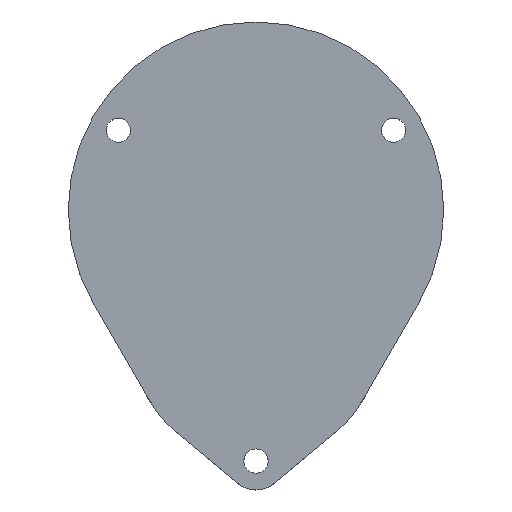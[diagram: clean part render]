
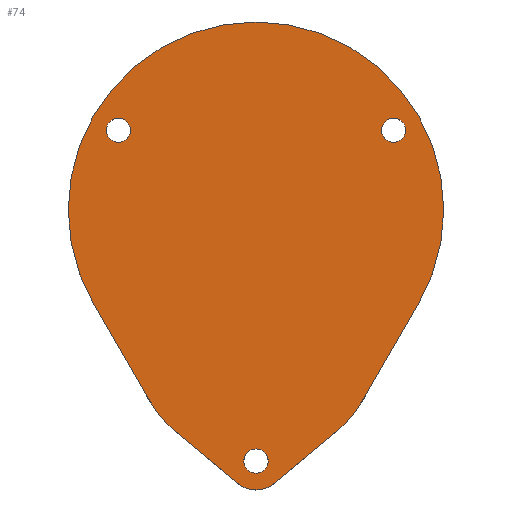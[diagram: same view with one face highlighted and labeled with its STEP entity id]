
A CAD part, top view. The second image highlights one B-rep face of the part: STEP entity #74.
In plain terms, the highlighted planar face has unit normal (0, 0, 1).
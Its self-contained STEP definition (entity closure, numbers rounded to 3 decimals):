
#2 = DIRECTION ( 'NONE',  ( 1., 0., 0. ) ) ;
#8 = AXIS2_PLACEMENT_3D ( 'NONE', #263, #1029, #1128 ) ;
#36 = CARTESIAN_POINT ( 'NONE',  ( -3.206, -47.337, 7. ) ) ;
#46 = ORIENTED_EDGE ( 'NONE', *, *, #201, .T. ) ;
#50 = ORIENTED_EDGE ( 'NONE', *, *, #291, .T. ) ;
#59 = DIRECTION ( 'NONE',  ( 1., 0., 0. ) ) ;
#68 = AXIS2_PLACEMENT_3D ( 'NONE', #100, #864, #1112 ) ;
#69 = CIRCLE ( 'NONE', #772, 32.5 ) ;
#73 = DIRECTION ( 'NONE',  ( 0., 0., 1. ) ) ;
#74 = ADVANCED_FACE ( 'NONE', ( #686, #301, #692, #208 ), #673, .T. ) ;
#75 = CARTESIAN_POINT ( 'NONE',  ( -21.716, 13.75, 7. ) ) ;
#81 = DIRECTION ( 'NONE',  ( 1., 0., 0. ) ) ;
#86 = ORIENTED_EDGE ( 'NONE', *, *, #369, .T. ) ;
#100 = CARTESIAN_POINT ( 'NONE',  ( 0., -43.5, 7. ) ) ;
#105 = ORIENTED_EDGE ( 'NONE', *, *, #162, .F. ) ;
#129 = DIRECTION ( 'NONE',  ( 1., 0., 0. ) ) ;
#136 = DIRECTION ( 'NONE',  ( 0., 0., 1. ) ) ;
#148 = CARTESIAN_POINT ( 'NONE',  ( 0., 0., 7. ) ) ;
#160 = VERTEX_POINT ( 'NONE', #439 ) ;
#162 = EDGE_CURVE ( 'NONE', #249, #278, #769, .T. ) ;
#166 = CARTESIAN_POINT ( 'NONE',  ( -28.146, -16.25, 7. ) ) ;
#181 = EDGE_CURVE ( 'NONE', #1140, #532, #548, .T. ) ;
#191 = CARTESIAN_POINT ( 'NONE',  ( 23.816, 13.75, 7. ) ) ;
#201 = EDGE_CURVE ( 'NONE', #527, #223, #1181, .T. ) ;
#202 = DIRECTION ( 'NONE',  ( 0., 0., 1. ) ) ;
#208 = FACE_BOUND ( 'NONE', #631, .T. ) ;
#220 = DIRECTION ( 'NONE',  ( 0., 0., 1. ) ) ;
#223 = VERTEX_POINT ( 'NONE', #1194 ) ;
#226 = CARTESIAN_POINT ( 'NONE',  ( -23.816, 13.75, 7. ) ) ;
#246 = AXIS2_PLACEMENT_3D ( 'NONE', #878, #202, #586 ) ;
#249 = VERTEX_POINT ( 'NONE', #1105 ) ;
#250 = DIRECTION ( 'NONE',  ( 0.5, 0.866, 0. ) ) ;
#258 = CARTESIAN_POINT ( 'NONE',  ( 2.1, -43.5, 7. ) ) ;
#263 = CARTESIAN_POINT ( 'NONE',  ( -23.816, 13.75, 7. ) ) ;
#268 = ORIENTED_EDGE ( 'NONE', *, *, #181, .T. ) ;
#278 = VERTEX_POINT ( 'NONE', #75 ) ;
#280 = ORIENTED_EDGE ( 'NONE', *, *, #1033, .F. ) ;
#291 = EDGE_CURVE ( 'NONE', #732, #476, #566, .T. ) ;
#296 = EDGE_CURVE ( 'NONE', #917, #160, #509, .T. ) ;
#299 = CIRCLE ( 'NONE', #1016, 32.5 ) ;
#301 = FACE_OUTER_BOUND ( 'NONE', #1216, .T. ) ;
#319 = VECTOR ( 'NONE', #323, 1000. ) ;
#323 = DIRECTION ( 'NONE',  ( 0.767, -0.641, 0. ) ) ;
#324 = AXIS2_PLACEMENT_3D ( 'NONE', #148, #530, #619 ) ;
#330 = EDGE_CURVE ( 'NONE', #1118, #564, #830, .T. ) ;
#334 = CARTESIAN_POINT ( 'NONE',  ( 28.146, -16.25, 7. ) ) ;
#344 = EDGE_LOOP ( 'NONE', ( #105, #895 ) ) ;
#352 = ORIENTED_EDGE ( 'NONE', *, *, #650, .F. ) ;
#361 = DIRECTION ( 'NONE',  ( 0., 0., 1. ) ) ;
#369 = EDGE_CURVE ( 'NONE', #476, #904, #1197, .T. ) ;
#373 = DIRECTION ( 'NONE',  ( 0., 0., 1. ) ) ;
#387 = CARTESIAN_POINT ( 'NONE',  ( 0., -22., 7. ) ) ;
#393 = AXIS2_PLACEMENT_3D ( 'NONE', #191, #756, #1211 ) ;
#431 = VERTEX_POINT ( 'NONE', #1061 ) ;
#433 = CARTESIAN_POINT ( 'NONE',  ( -3.206, -47.337, 7. ) ) ;
#439 = CARTESIAN_POINT ( 'NONE',  ( 3.206, -47.337, 7. ) ) ;
#442 = EDGE_CURVE ( 'NONE', #431, #527, #608, .T. ) ;
#461 = CARTESIAN_POINT ( 'NONE',  ( -28.146, -16.25, 7. ) ) ;
#467 = CARTESIAN_POINT ( 'NONE',  ( 0., 0., 7. ) ) ;
#476 = VERTEX_POINT ( 'NONE', #884 ) ;
#486 = CARTESIAN_POINT ( 'NONE',  ( -32.5, 0., 7. ) ) ;
#489 = ORIENTED_EDGE ( 'NONE', *, *, #330, .F. ) ;
#509 = CIRCLE ( 'NONE', #68, 5. ) ;
#510 = CARTESIAN_POINT ( 'NONE',  ( 3.206, -47.337, 7. ) ) ;
#527 = VERTEX_POINT ( 'NONE', #982 ) ;
#530 = DIRECTION ( 'NONE',  ( 0., 0., 1. ) ) ;
#531 = VECTOR ( 'NONE', #893, 1000. ) ;
#532 = VERTEX_POINT ( 'NONE', #486 ) ;
#537 = EDGE_CURVE ( 'NONE', #564, #1118, #872, .T. ) ;
#548 = CIRCLE ( 'NONE', #324, 32.5 ) ;
#551 = DIRECTION ( 'NONE',  ( 0.5, -0.866, 0. ) ) ;
#553 = DIRECTION ( 'NONE',  ( 1., 0., 0. ) ) ;
#564 = VERTEX_POINT ( 'NONE', #721 ) ;
#566 = LINE ( 'NONE', #166, #567 ) ;
#567 = VECTOR ( 'NONE', #551, 1000. ) ;
#583 = ORIENTED_EDGE ( 'NONE', *, *, #1053, .T. ) ;
#586 = DIRECTION ( 'NONE',  ( 1., 0., 0. ) ) ;
#589 = CIRCLE ( 'NONE', #8, 2.1 ) ;
#608 = CIRCLE ( 'NONE', #246, 21.5 ) ;
#610 = AXIS2_PLACEMENT_3D ( 'NONE', #737, #614, #59 ) ;
#612 = EDGE_CURVE ( 'NONE', #223, #1140, #69, .T. ) ;
#614 = DIRECTION ( 'NONE',  ( 0., 0., 1. ) ) ;
#617 = ORIENTED_EDGE ( 'NONE', *, *, #537, .F. ) ;
#619 = DIRECTION ( 'NONE',  ( 1., 0., 0. ) ) ;
#629 = ORIENTED_EDGE ( 'NONE', *, *, #760, .T. ) ;
#631 = EDGE_LOOP ( 'NONE', ( #280, #352 ) ) ;
#650 = EDGE_CURVE ( 'NONE', #679, #1170, #1121, .T. ) ;
#654 = CARTESIAN_POINT ( 'NONE',  ( 0., 0., 7. ) ) ;
#657 = EDGE_CURVE ( 'NONE', #278, #249, #589, .T. ) ;
#673 = PLANE ( 'NONE',  #868 ) ;
#679 = VERTEX_POINT ( 'NONE', #950 ) ;
#686 = FACE_BOUND ( 'NONE', #344, .T. ) ;
#692 = FACE_BOUND ( 'NONE', #949, .T. ) ;
#721 = CARTESIAN_POINT ( 'NONE',  ( -2.1, -43.5, 7. ) ) ;
#732 = VERTEX_POINT ( 'NONE', #461 ) ;
#737 = CARTESIAN_POINT ( 'NONE',  ( 0., -43.5, 7. ) ) ;
#756 = DIRECTION ( 'NONE',  ( 0., 0., 1. ) ) ;
#760 = EDGE_CURVE ( 'NONE', #160, #431, #840, .T. ) ;
#769 = CIRCLE ( 'NONE', #926, 2.1 ) ;
#772 = AXIS2_PLACEMENT_3D ( 'NONE', #467, #73, #553 ) ;
#830 = CIRCLE ( 'NONE', #946, 2.1 ) ;
#837 = ORIENTED_EDGE ( 'NONE', *, *, #612, .T. ) ;
#840 = LINE ( 'NONE', #510, #531 ) ;
#864 = DIRECTION ( 'NONE',  ( 0., 0., 1. ) ) ;
#868 = AXIS2_PLACEMENT_3D ( 'NONE', #1047, #220, #129 ) ;
#869 = CARTESIAN_POINT ( 'NONE',  ( 21.716, 13.75, 7. ) ) ;
#872 = CIRCLE ( 'NONE', #610, 2.1 ) ;
#878 = CARTESIAN_POINT ( 'NONE',  ( 0., -22., 7. ) ) ;
#884 = CARTESIAN_POINT ( 'NONE',  ( -18.62, -32.75, 7. ) ) ;
#891 = AXIS2_PLACEMENT_3D ( 'NONE', #387, #1214, #1035 ) ;
#892 = ORIENTED_EDGE ( 'NONE', *, *, #296, .T. ) ;
#893 = DIRECTION ( 'NONE',  ( 0.767, 0.641, 0. ) ) ;
#895 = ORIENTED_EDGE ( 'NONE', *, *, #657, .F. ) ;
#896 = CARTESIAN_POINT ( 'NONE',  ( -13.784, -38.5, 7. ) ) ;
#897 = DIRECTION ( 'NONE',  ( 1., 0., 0. ) ) ;
#904 = VERTEX_POINT ( 'NONE', #896 ) ;
#917 = VERTEX_POINT ( 'NONE', #433 ) ;
#926 = AXIS2_PLACEMENT_3D ( 'NONE', #226, #136, #897 ) ;
#942 = EDGE_CURVE ( 'NONE', #904, #917, #1172, .T. ) ;
#946 = AXIS2_PLACEMENT_3D ( 'NONE', #1206, #361, #81 ) ;
#949 = EDGE_LOOP ( 'NONE', ( #617, #489 ) ) ;
#950 = CARTESIAN_POINT ( 'NONE',  ( 25.916, 13.75, 7. ) ) ;
#957 = AXIS2_PLACEMENT_3D ( 'NONE', #1141, #373, #2 ) ;
#960 = CARTESIAN_POINT ( 'NONE',  ( 32.5, 0., 7. ) ) ;
#978 = CIRCLE ( 'NONE', #957, 2.1 ) ;
#982 = CARTESIAN_POINT ( 'NONE',  ( 18.62, -32.75, 7. ) ) ;
#998 = ORIENTED_EDGE ( 'NONE', *, *, #942, .T. ) ;
#1016 = AXIS2_PLACEMENT_3D ( 'NONE', #654, #1042, #1030 ) ;
#1029 = DIRECTION ( 'NONE',  ( 0., 0., 1. ) ) ;
#1030 = DIRECTION ( 'NONE',  ( 1., 0., 0. ) ) ;
#1033 = EDGE_CURVE ( 'NONE', #1170, #679, #978, .T. ) ;
#1035 = DIRECTION ( 'NONE',  ( 1., 0., 0. ) ) ;
#1042 = DIRECTION ( 'NONE',  ( 0., 0., 1. ) ) ;
#1047 = CARTESIAN_POINT ( 'NONE',  ( 0., -43.5, 7. ) ) ;
#1053 = EDGE_CURVE ( 'NONE', #532, #732, #299, .T. ) ;
#1061 = CARTESIAN_POINT ( 'NONE',  ( 13.784, -38.5, 7. ) ) ;
#1102 = ORIENTED_EDGE ( 'NONE', *, *, #442, .T. ) ;
#1105 = CARTESIAN_POINT ( 'NONE',  ( -25.916, 13.75, 7. ) ) ;
#1112 = DIRECTION ( 'NONE',  ( 1., 0., 0. ) ) ;
#1118 = VERTEX_POINT ( 'NONE', #258 ) ;
#1121 = CIRCLE ( 'NONE', #393, 2.1 ) ;
#1128 = DIRECTION ( 'NONE',  ( 1., 0., 0. ) ) ;
#1140 = VERTEX_POINT ( 'NONE', #960 ) ;
#1141 = CARTESIAN_POINT ( 'NONE',  ( 23.816, 13.75, 7. ) ) ;
#1170 = VERTEX_POINT ( 'NONE', #869 ) ;
#1172 = LINE ( 'NONE', #36, #319 ) ;
#1176 = VECTOR ( 'NONE', #250, 1000. ) ;
#1181 = LINE ( 'NONE', #334, #1176 ) ;
#1194 = CARTESIAN_POINT ( 'NONE',  ( 28.146, -16.25, 7. ) ) ;
#1197 = CIRCLE ( 'NONE', #891, 21.5 ) ;
#1206 = CARTESIAN_POINT ( 'NONE',  ( 0., -43.5, 7. ) ) ;
#1211 = DIRECTION ( 'NONE',  ( 1., 0., 0. ) ) ;
#1214 = DIRECTION ( 'NONE',  ( 0., 0., 1. ) ) ;
#1216 = EDGE_LOOP ( 'NONE', ( #892, #629, #1102, #46, #837, #268, #583, #50, #86, #998 ) ) ;
